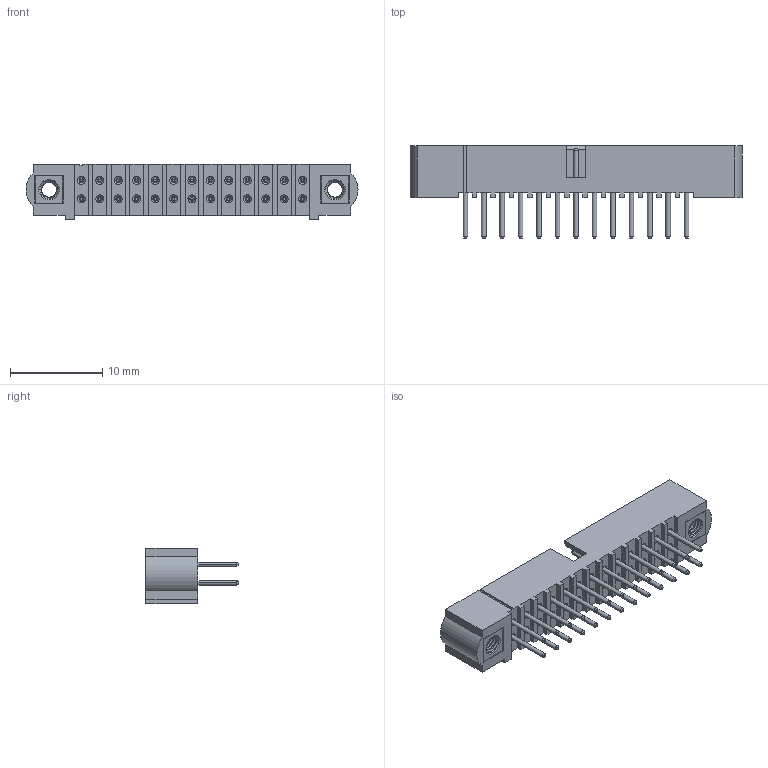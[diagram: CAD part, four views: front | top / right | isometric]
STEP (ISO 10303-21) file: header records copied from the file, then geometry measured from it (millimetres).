
FILE_DESCRIPTION((''),'2;1');
FILE_NAME('M80-5012022_ASM','2012-03-23T',('wbourne'),(''),'PRO/ENGINEER BY PARAMETRIC TECHNOLOGY CORPORATION, 2010280','PRO/ENGINEER BY PARAMETRIC TECHNOLOGY CORPORATION, 2010280','');
FILE_SCHEMA(('CONFIG_CONTROL_DESIGN','SHAPE_APPEARANCE_LAYERS_GROUPS'));
Length unit declared in the file: millimetre
Products named in the file (4): M80-2702098; M80-1960049; M80-210; M80-5012022_ASM
Assembly tree (29 placements, depth 2):
  M80-5012022_ASM
    M80-2702098
    M80-1960049  x26
    M80-210  x2
Bounding box: 36 x 10 x 6.05 mm (x, y, z)
Volume: 643.7 mm3; surface area: 1887.9 mm2
Topology: 29 solids, 31 shells, 931 faces, 2133 edges, 1294 vertices
Faces by surface type: plane 405, cylinder 226, cone 172, bspline 128
Entity records: 15522 total; most frequent: CARTESIAN_POINT 5144, DIRECTION 1583, ORIENTED_EDGE 1554, PRESENTATION_STYLE_ASSIGNMENT 805, STYLED_ITEM 783, CURVE_STYLE 779, EDGE_CURVE 779, AXIS2_PLACEMENT_3D 562
